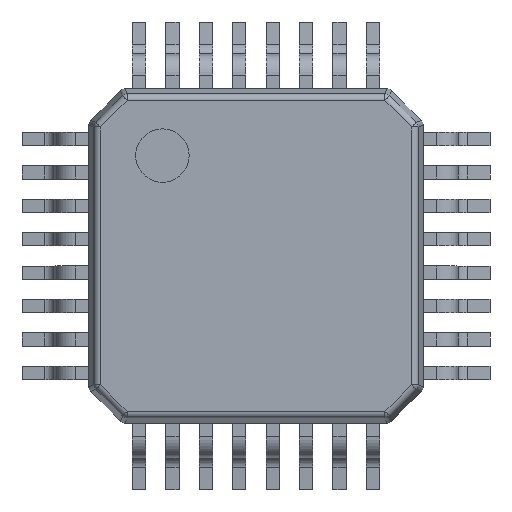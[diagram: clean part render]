
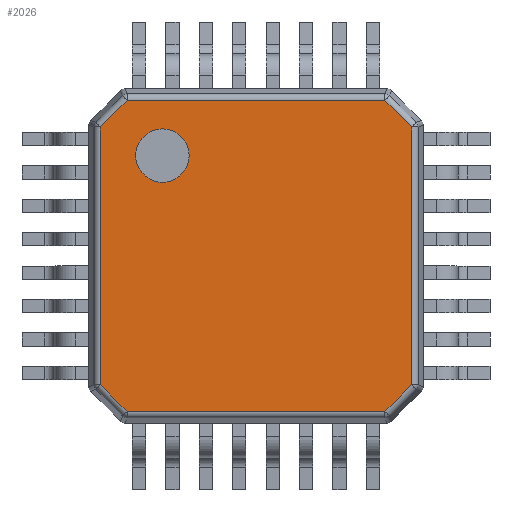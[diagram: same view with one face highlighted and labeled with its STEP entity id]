
A CAD part, top view. The second image highlights one B-rep face of the part: STEP entity #2026.
In plain terms, the highlighted face is planar.
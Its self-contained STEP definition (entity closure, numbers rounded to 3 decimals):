
#337=CARTESIAN_POINT('',(-1.4,0.438,-1.5));
#338=DIRECTION('',(0.,-1.,0.));
#339=DIRECTION('',(1.,0.,0.));
#340=AXIS2_PLACEMENT_3D('',#337,#338,#339);
#345=CARTESIAN_POINT('',(-1.4,0.438,-1.5));
#346=DIRECTION('',(0.,-1.,0.));
#347=DIRECTION('',(-1.,0.,0.));
#348=AXIS2_PLACEMENT_3D('',#345,#346,#347);
#353=DIRECTION('',(0.,0.,1.));
#354=VECTOR('',#353,3.856);
#355=CARTESIAN_POINT('',(-2.326,0.438,-1.928));
#356=LINE('',#355,#354);
#360=DIRECTION('',(-0.707,0.,0.707));
#361=VECTOR('',#360,0.563);
#362=CARTESIAN_POINT('',(-1.928,0.438,-2.326));
#363=LINE('',#362,#361);
#367=DIRECTION('',(-1.,0.,0.));
#368=VECTOR('',#367,3.856);
#369=CARTESIAN_POINT('',(1.928,0.438,-2.326));
#370=LINE('',#369,#368);
#374=DIRECTION('',(-0.707,0.,-0.707));
#375=VECTOR('',#374,0.563);
#376=CARTESIAN_POINT('',(2.326,0.438,-1.928));
#377=LINE('',#376,#375);
#381=DIRECTION('',(0.,0.,-1.));
#382=VECTOR('',#381,3.856);
#383=CARTESIAN_POINT('',(2.326,0.438,1.928));
#384=LINE('',#383,#382);
#388=DIRECTION('',(0.707,0.,-0.707));
#389=VECTOR('',#388,0.563);
#390=CARTESIAN_POINT('',(1.928,0.438,2.326));
#391=LINE('',#390,#389);
#395=DIRECTION('',(1.,0.,0.));
#396=VECTOR('',#395,3.856);
#397=CARTESIAN_POINT('',(-1.928,0.438,2.326));
#398=LINE('',#397,#396);
#402=DIRECTION('',(0.707,0.,0.707));
#403=VECTOR('',#402,0.563);
#404=CARTESIAN_POINT('',(-2.326,0.438,1.928));
#405=LINE('',#404,#403);
#1552=CARTESIAN_POINT('',(-1.,0.438,-1.5));
#1553=CARTESIAN_POINT('',(-1.8,0.438,-1.5));
#1554=VERTEX_POINT('',#1552);
#1555=VERTEX_POINT('',#1553);
#1568=CARTESIAN_POINT('',(-2.326,0.438,-1.928));
#1569=CARTESIAN_POINT('',(-2.326,0.438,1.928));
#1570=VERTEX_POINT('',#1568);
#1571=VERTEX_POINT('',#1569);
#1576=CARTESIAN_POINT('',(2.326,0.438,1.928));
#1577=CARTESIAN_POINT('',(2.326,0.438,-1.928));
#1578=VERTEX_POINT('',#1576);
#1579=VERTEX_POINT('',#1577);
#1580=CARTESIAN_POINT('',(1.928,0.438,-2.326));
#1581=CARTESIAN_POINT('',(-1.928,0.438,-2.326));
#1582=VERTEX_POINT('',#1580);
#1583=VERTEX_POINT('',#1581);
#1608=CARTESIAN_POINT('',(-1.928,0.438,2.326));
#1609=CARTESIAN_POINT('',(1.928,0.438,2.326));
#1610=VERTEX_POINT('',#1608);
#1611=VERTEX_POINT('',#1609);
#1999=CARTESIAN_POINT('',(0.,0.438,0.));
#2000=DIRECTION('',(0.,1.,0.));
#2001=DIRECTION('',(1.,0.,0.));
#2002=AXIS2_PLACEMENT_3D('',#1999,#2000,#2001);
#2003=PLANE('',#2002);
#2004=ORIENTED_EDGE('',*,*,#1934,.F.);
#2005=ORIENTED_EDGE('',*,*,#1990,.F.);
#2007=ORIENTED_EDGE('',*,*,#2006,.F.);
#2009=ORIENTED_EDGE('',*,*,#2008,.F.);
#2011=ORIENTED_EDGE('',*,*,#2010,.F.);
#2013=ORIENTED_EDGE('',*,*,#2012,.F.);
#2015=ORIENTED_EDGE('',*,*,#2014,.F.);
#2017=ORIENTED_EDGE('',*,*,#2016,.F.);
#2018=EDGE_LOOP('',(#2004,#2005,#2007,#2009,#2011,#2013,#2015,#2017));
#2019=FACE_OUTER_BOUND('',#2018,.F.);
#2021=ORIENTED_EDGE('',*,*,#2020,.F.);
#2023=ORIENTED_EDGE('',*,*,#2022,.F.);
#2024=EDGE_LOOP('',(#2021,#2023));
#2025=FACE_BOUND('',#2024,.F.);
#341=CIRCLE('',#340,0.4);
#349=CIRCLE('',#348,0.4);
#1934=EDGE_CURVE('',#1570,#1571,#356,.T.);
#1990=EDGE_CURVE('',#1583,#1570,#363,.T.);
#2006=EDGE_CURVE('',#1582,#1583,#370,.T.);
#2008=EDGE_CURVE('',#1579,#1582,#377,.T.);
#2010=EDGE_CURVE('',#1578,#1579,#384,.T.);
#2012=EDGE_CURVE('',#1611,#1578,#391,.T.);
#2014=EDGE_CURVE('',#1610,#1611,#398,.T.);
#2016=EDGE_CURVE('',#1571,#1610,#405,.T.);
#2020=EDGE_CURVE('',#1554,#1555,#341,.T.);
#2022=EDGE_CURVE('',#1555,#1554,#349,.T.);
#2026=ADVANCED_FACE('',(#2019,#2025),#2003,.T.);
